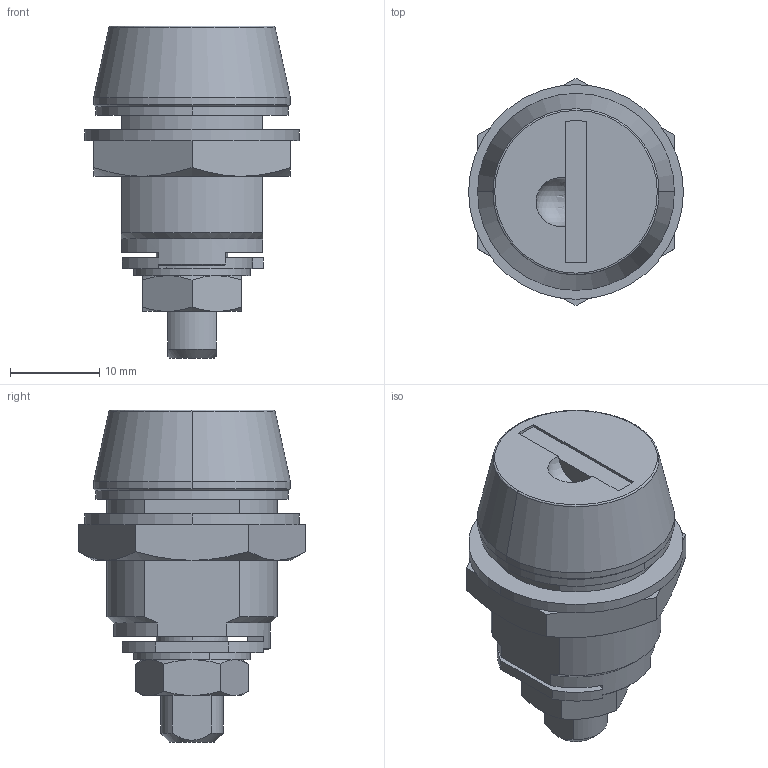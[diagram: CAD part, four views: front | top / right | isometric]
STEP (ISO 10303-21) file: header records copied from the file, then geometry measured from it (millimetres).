
FILE_DESCRIPTION( (''), '2;1');
FILE_NAME ('PC50.1860.TL_435_R_6545.stp','2019-12-26T15:55:03',(''),(''),'spGate 15.6.1','','');
FILE_SCHEMA (('AUTOMOTIVE_DESIGN'));
Length unit declared in the file: millimetre
Products named in the file (7): Assembly; FWP21S組立図-提出用3Dモデル_M1; FWP21S組立図-提出用3Dモデル_M2; FWP21S組立図-提出用3Dモデル_M3; FWP21S組立図-提出用3Dモデル_M4; FWP21S組立図-提出用3Dモデル_M6; TL-434,435共通パッキン
Assembly tree (6 placements, depth 2):
  Assembly
    FWP21S組立図-提出用3Dモデル_M1
    FWP21S組立図-提出用3Dモデル_M2
    FWP21S組立図-提出用3Dモデル_M3
    FWP21S組立図-提出用3Dモデル_M4
    FWP21S組立図-提出用3Dモデル_M6
    TL-434,435共通パッキン
Bounding box: 24 x 25.4 x 37.1 mm (x, y, z)
Volume: 8945.4 mm3; surface area: 4953.9 mm2
Topology: 6 solids, 6 shells, 153 faces, 383 edges, 245 vertices
Faces by surface type: plane 68, cylinder 50, bspline 34, sphere 1
Entity records: 8016 total; most frequent: CARTESIAN_POINT 1230, ORIENTED_EDGE 766, DIRECTION 720, COLOUR_RGB 542, PRESENTATION_STYLE_ASSIGNMENT 542, STYLED_ITEM 542, EDGE_CURVE 383, DRAUGHTING_PRE_DEFINED_CURVE_FONT 383
